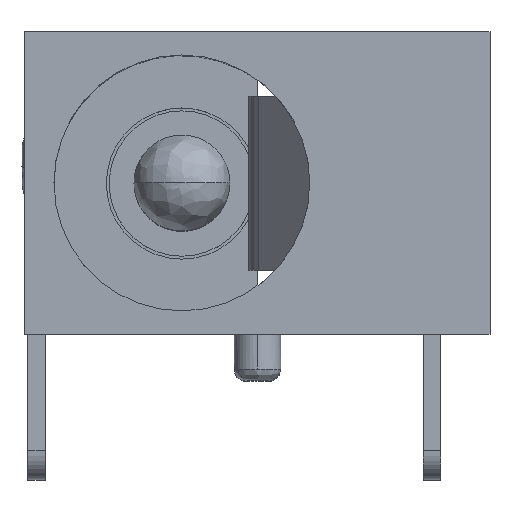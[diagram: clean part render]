
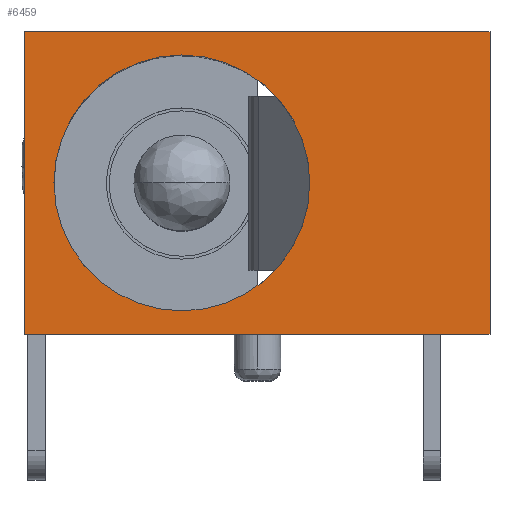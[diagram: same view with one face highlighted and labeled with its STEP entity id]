
A CAD part, top view. The second image highlights one B-rep face of the part: STEP entity #6459.
In plain terms, the highlighted planar face has unit normal (0, 0, 1).
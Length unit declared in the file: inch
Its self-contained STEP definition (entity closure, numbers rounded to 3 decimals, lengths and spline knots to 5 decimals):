
#74 = AXIS2_PLACEMENT_3D ( 'NONE', #1418, #6188, #3026 ) ;
#145 = VECTOR ( 'NONE', #2015, 39.37008 ) ;
#653 = FACE_BOUND ( 'NONE', #3606, .T. ) ;
#760 = VERTEX_POINT ( 'NONE', #3146 ) ;
#1072 = VERTEX_POINT ( 'NONE', #1639 ) ;
#1189 = DIRECTION ( 'NONE',  ( 0., 0., 1. ) ) ;
#1193 = VECTOR ( 'NONE', #1838, 39.37008 ) ;
#1215 = VERTEX_POINT ( 'NONE', #3315 ) ;
#1292 = VECTOR ( 'NONE', #6616, 39.37008 ) ;
#1418 = CARTESIAN_POINT ( 'NONE',  ( 0., 0., 0. ) ) ;
#1595 = VERTEX_POINT ( 'NONE', #5726 ) ;
#1639 = CARTESIAN_POINT ( 'NONE',  ( 0.20866, -0.10236, 0. ) ) ;
#1838 = DIRECTION ( 'NONE',  ( 0., -1., 0. ) ) ;
#2015 = DIRECTION ( 'NONE',  ( 0., 1., 0. ) ) ;
#2159 = EDGE_CURVE ( 'NONE', #760, #4608, #4929, .T. ) ;
#2207 = EDGE_CURVE ( 'NONE', #1595, #1215, #2547, .T. ) ;
#2246 = EDGE_CURVE ( 'NONE', #1072, #1595, #6437, .T. ) ;
#2370 = LINE ( 'NONE', #2930, #1292 ) ;
#2386 = EDGE_LOOP ( 'NONE', ( #6230, #5797, #3121, #6853 ) ) ;
#2547 = LINE ( 'NONE', #6780, #145 ) ;
#2773 = AXIS2_PLACEMENT_3D ( 'NONE', #4412, #6535, #5973 ) ;
#2930 = CARTESIAN_POINT ( 'NONE',  ( 0.05118, 0.10236, 0. ) ) ;
#2977 = CARTESIAN_POINT ( 'NONE',  ( -0.08661, 0., 0. ) ) ;
#3026 = DIRECTION ( 'NONE',  ( 1., 0., 0. ) ) ;
#3121 = ORIENTED_EDGE ( 'NONE', *, *, #2207, .F. ) ;
#3146 = CARTESIAN_POINT ( 'NONE',  ( 0.08661, 0., 0. ) ) ;
#3227 = CARTESIAN_POINT ( 'NONE',  ( 0.20866, 0.10236, 0. ) ) ;
#3315 = CARTESIAN_POINT ( 'NONE',  ( -0.1063, 0.10236, 0. ) ) ;
#3476 = LINE ( 'NONE', #6744, #1193 ) ;
#3606 = EDGE_LOOP ( 'NONE', ( #4204, #4966 ) ) ;
#3860 = PLANE ( 'NONE',  #2773 ) ;
#4164 = VECTOR ( 'NONE', #6400, 39.37008 ) ;
#4204 = ORIENTED_EDGE ( 'NONE', *, *, #2159, .F. ) ;
#4381 = AXIS2_PLACEMENT_3D ( 'NONE', #5957, #1189, #4880 ) ;
#4412 = CARTESIAN_POINT ( 'NONE',  ( -0.1126, -0.10646, 0. ) ) ;
#4608 = VERTEX_POINT ( 'NONE', #2977 ) ;
#4880 = DIRECTION ( 'NONE',  ( 1., 0., 0. ) ) ;
#4925 = EDGE_CURVE ( 'NONE', #1215, #5528, #2370, .T. ) ;
#4929 = CIRCLE ( 'NONE', #4381, 0.08661 ) ;
#4966 = ORIENTED_EDGE ( 'NONE', *, *, #5235, .F. ) ;
#5200 = EDGE_CURVE ( 'NONE', #5528, #1072, #3476, .T. ) ;
#5235 = EDGE_CURVE ( 'NONE', #4608, #760, #6745, .T. ) ;
#5357 = CARTESIAN_POINT ( 'NONE',  ( 0.05118, -0.10236, 0. ) ) ;
#5528 = VERTEX_POINT ( 'NONE', #3227 ) ;
#5726 = CARTESIAN_POINT ( 'NONE',  ( -0.1063, -0.10236, 0. ) ) ;
#5797 = ORIENTED_EDGE ( 'NONE', *, *, #4925, .F. ) ;
#5957 = CARTESIAN_POINT ( 'NONE',  ( 0., 0., 0. ) ) ;
#5973 = DIRECTION ( 'NONE',  ( 1., 0., 0. ) ) ;
#6188 = DIRECTION ( 'NONE',  ( 0., 0., 1. ) ) ;
#6230 = ORIENTED_EDGE ( 'NONE', *, *, #5200, .F. ) ;
#6400 = DIRECTION ( 'NONE',  ( -1., 0., 0. ) ) ;
#6437 = LINE ( 'NONE', #5357, #4164 ) ;
#6459 = ADVANCED_FACE ( 'NONE', ( #653, #6496 ), #3860, .T. ) ;
#6496 = FACE_OUTER_BOUND ( 'NONE', #2386, .T. ) ;
#6535 = DIRECTION ( 'NONE',  ( 0., 0., 1. ) ) ;
#6616 = DIRECTION ( 'NONE',  ( 1., 0., 0. ) ) ;
#6744 = CARTESIAN_POINT ( 'NONE',  ( 0.20866, 0., 0. ) ) ;
#6745 = CIRCLE ( 'NONE', #74, 0.08661 ) ;
#6780 = CARTESIAN_POINT ( 'NONE',  ( -0.1063, 0., 0. ) ) ;
#6853 = ORIENTED_EDGE ( 'NONE', *, *, #2246, .F. ) ;
